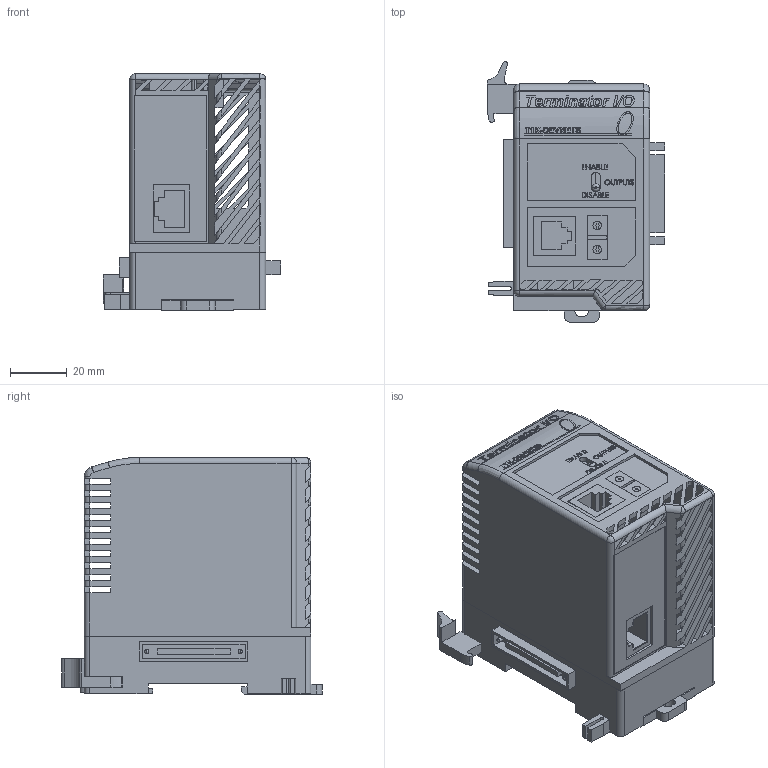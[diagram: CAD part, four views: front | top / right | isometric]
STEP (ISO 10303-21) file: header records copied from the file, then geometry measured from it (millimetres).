
FILE_DESCRIPTION (( 'STEP AP214' ), '1' );
FILE_NAME ('T1K-DEVNETS.STEP', '2013-11-05T19:32:08', ( '' ), ( '' ), 'SwSTEP 2.0', 'SolidWorks 2013', '' );
FILE_SCHEMA (( 'AUTOMOTIVE_DESIGN' ));
Length unit declared in the file: millimetre
Products named in the file (1): T1K-DEVNETS
Bounding box: 62.5 x 91.95 x 83.59 mm (x, y, z)
Volume: 106722.6 mm3; surface area: 61094.5 mm2
Topology: 26 solids, 26 shells, 1292 faces, 3654 edges, 2409 vertices
Faces by surface type: plane 960, bspline 245, cylinder 74, sphere 7, torus 4, cone 2
Entity records: 65337 total; most frequent: CARTESIAN_POINT 20023, ORIENTED_EDGE 7302, DIRECTION 5375, EDGE_CURVE 3651, VECTOR 2903, LINE 2903, VERTEX_POINT 2409, EDGE_LOOP 1430
